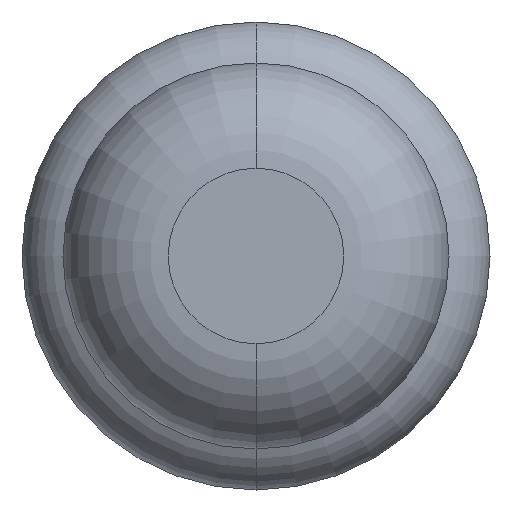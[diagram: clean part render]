
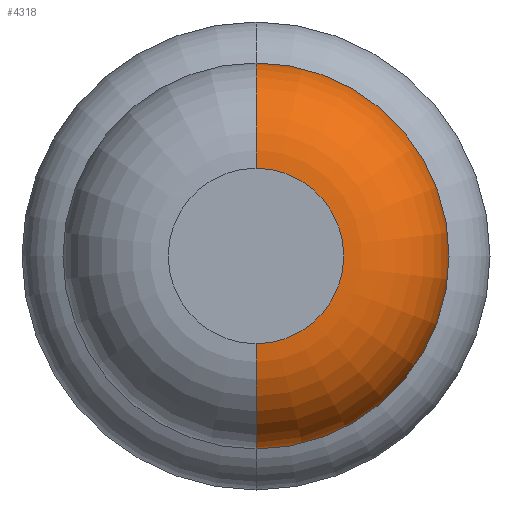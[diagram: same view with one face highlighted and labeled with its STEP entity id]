
A CAD part, front view. The second image highlights one B-rep face of the part: STEP entity #4318.
In plain terms, the highlighted toroidal (fillet/blend) face has major radius 0.375 mm and minor radius 0.45 mm.
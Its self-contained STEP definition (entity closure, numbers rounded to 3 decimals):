
#142 = DIRECTION ( 'NONE',  ( 0., 0., 1. ) ) ;
#236 = CIRCLE ( 'NONE', #363, 0.375 ) ;
#327 = EDGE_CURVE ( 'Defeature ausgef�hrt1_3+Defeature ausgef�hrt1_2+Defeature ausgef�hrt1_2+Defeature ausgef�hrt1_2', #2013, #2554, #1640, .T. ) ;
#363 = AXIS2_PLACEMENT_3D ( 'NONE', #4093, #2070, #691 ) ;
#410 = CARTESIAN_POINT ( 'NONE',  ( 0., -23.55, -0.375 ) ) ;
#441 = ORIENTED_EDGE ( 'NONE', *, *, #2021, .T. ) ;
#509 = CARTESIAN_POINT ( 'NONE',  ( 0., -23.55, 0. ) ) ;
#562 = CIRCLE ( 'NONE', #1926, 0.45 ) ;
#643 = ORIENTED_EDGE ( 'NONE', *, *, #3991, .F. ) ;
#691 = DIRECTION ( 'NONE',  ( 0., 0., 1. ) ) ;
#714 = CARTESIAN_POINT ( 'NONE',  ( 0., -24., 0.375 ) ) ;
#1119 = ORIENTED_EDGE ( 'NONE', *, *, #1935, .T. ) ;
#1139 = VERTEX_POINT ( 'NONE', #714 ) ;
#1448 = CARTESIAN_POINT ( 'NONE',  ( 0., -24., -0.375 ) ) ;
#1640 = CIRCLE ( 'NONE', #3172, 0.825 ) ;
#1769 = DIRECTION ( 'NONE',  ( 1., 0., 0. ) ) ;
#1926 = AXIS2_PLACEMENT_3D ( 'NONE', #3029, #3385, #4429 ) ;
#1935 = EDGE_CURVE ( 'Defeature ausgef�hrt1_2+Defeature ausgef�hrt1_1+Defeature ausgef�hrt1_1+Defeature ausgef�hrt1_1', #1139, #4156, #236, .T. ) ;
#2013 = VERTEX_POINT ( 'NONE', #3554 ) ;
#2021 = EDGE_CURVE ( 'NONE', #4156, #2554, #3900, .T. ) ;
#2070 = DIRECTION ( 'NONE',  ( 0., 1., 0. ) ) ;
#2085 = DIRECTION ( 'NONE',  ( 0., 0., 1. ) ) ;
#2320 = CARTESIAN_POINT ( 'NONE',  ( 0., -23.55, -0.825 ) ) ;
#2428 = CARTESIAN_POINT ( 'NONE',  ( 0., -23.55, 0. ) ) ;
#2475 = ORIENTED_EDGE ( 'NONE', *, *, #327, .F. ) ;
#2554 = VERTEX_POINT ( 'NONE', #2320 ) ;
#2714 = AXIS2_PLACEMENT_3D ( 'NONE', #410, #1769, #3880 ) ;
#2795 = DIRECTION ( 'NONE',  ( 0., 1., 0. ) ) ;
#2835 = EDGE_LOOP ( 'NONE', ( #1119, #441, #2475, #643 ) ) ;
#3029 = CARTESIAN_POINT ( 'NONE',  ( 0., -23.55, 0.375 ) ) ;
#3172 = AXIS2_PLACEMENT_3D ( 'NONE', #2428, #2795, #2085 ) ;
#3239 = TOROIDAL_SURFACE ( 'NONE', #3649, 0.375, 0.45 ) ;
#3350 = FACE_OUTER_BOUND ( 'NONE', #2835, .T. ) ;
#3385 = DIRECTION ( 'NONE',  ( -1., 0., 0. ) ) ;
#3554 = CARTESIAN_POINT ( 'NONE',  ( 0., -23.55, 0.825 ) ) ;
#3649 = AXIS2_PLACEMENT_3D ( 'NONE', #509, #4358, #142 ) ;
#3880 = DIRECTION ( 'NONE',  ( 0., 0., -1. ) ) ;
#3900 = CIRCLE ( 'NONE', #2714, 0.45 ) ;
#3991 = EDGE_CURVE ( 'NONE', #1139, #2013, #562, .T. ) ;
#4093 = CARTESIAN_POINT ( 'NONE',  ( 0., -24., 0. ) ) ;
#4156 = VERTEX_POINT ( 'NONE', #1448 ) ;
#4318 = ADVANCED_FACE ( 'Defeature ausgef�hrt1_2', ( #3350 ), #3239, .T. ) ;
#4358 = DIRECTION ( 'NONE',  ( 0., 1., 0. ) ) ;
#4429 = DIRECTION ( 'NONE',  ( 0., 0., 1. ) ) ;
